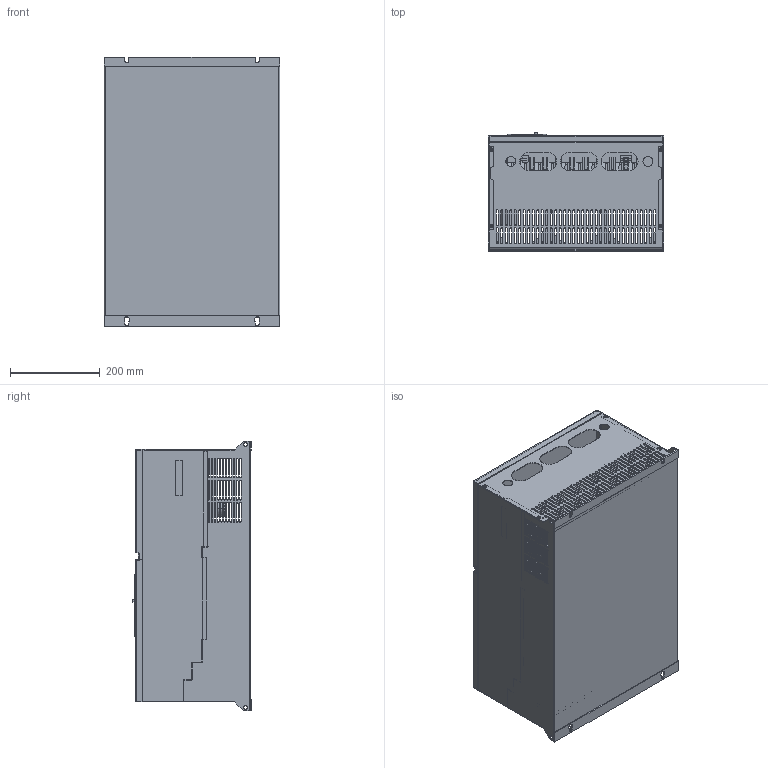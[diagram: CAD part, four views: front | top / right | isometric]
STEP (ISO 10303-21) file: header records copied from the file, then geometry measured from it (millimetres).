
FILE_DESCRIPTION (( 'STEP AP203' ), '1' );
FILE_NAME ('740_75 曷騙语痤耱栩黖1.STEP', '2023-07-20T09:32:46', ( '' ), ( '' ), 'SwSTEP 2.0', 'SolidWorks 2022', '' );
FILE_SCHEMA (( 'CONFIG_CONTROL_DESIGN' ));
Length unit declared in the file: millimetre
Products named in the file (1): 740_75 кВт_Упростить_1
Bounding box: 390 x 262.7 x 600 mm (x, y, z)
Volume: 2124169 mm3; surface area: 2393278.4 mm2
Topology: 1 solids, 1 shells, 4144 faces, 11239 edges, 7214 vertices
Faces by surface type: plane 2794, cylinder 1250, torus 56, sphere 24, bspline 18, cone 2
Entity records: 132369 total; most frequent: CARTESIAN_POINT 24738, ORIENTED_EDGE 22408, DIRECTION 22163, EDGE_CURVE 11204, VECTOR 8291, LINE 8291, VERTEX_POINT 7206, AXIS2_PLACEMENT_3D 6936
